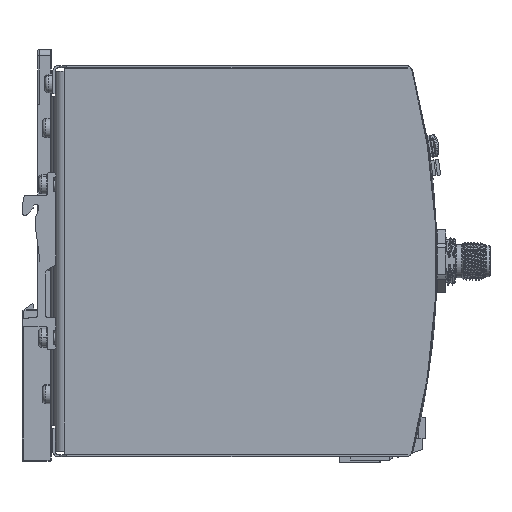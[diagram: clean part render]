
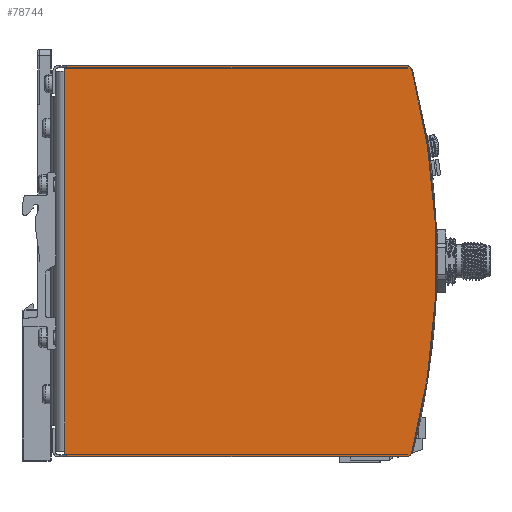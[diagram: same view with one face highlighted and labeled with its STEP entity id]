
A CAD part, front view. The second image highlights one B-rep face of the part: STEP entity #78744.
In plain terms, the highlighted planar face has unit normal (0, -1, 0).
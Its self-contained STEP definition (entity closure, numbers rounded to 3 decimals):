
#3086=DIRECTION('',(0.,0.,1.));
#3087=VECTOR('',#3086,1.);
#3088=CARTESIAN_POINT('',(3.,-82.5,-61.15));
#3089=LINE('',#3088,#3087);
#3425=DIRECTION('',(0.,0.,1.));
#3426=VECTOR('',#3425,120.3);
#3427=CARTESIAN_POINT('',(3.,-82.5,-60.15));
#3428=LINE('',#3427,#3426);
#4535=DIRECTION('',(0.,0.,1.));
#4536=VECTOR('',#4535,0.75);
#4537=CARTESIAN_POINT('',(3.65,-82.5,61.25));
#4538=LINE('',#4537,#4536);
#4539=DIRECTION('',(1.,0.,0.));
#4540=VECTOR('',#4539,108.695);
#4541=CARTESIAN_POINT('',(3.,-82.5,-61.15));
#4542=LINE('',#4541,#4540);
#4543=CARTESIAN_POINT('',(111.281,-82.5,61.25));
#4544=CARTESIAN_POINT('',(111.302,-82.5,61.25));
#4545=CARTESIAN_POINT('',(111.342,-82.5,61.249));
#4546=CARTESIAN_POINT('',(111.404,-82.5,61.243));
#4547=CARTESIAN_POINT('',(111.464,-82.5,61.234));
#4548=CARTESIAN_POINT('',(111.524,-82.5,61.221));
#4549=CARTESIAN_POINT('',(111.583,-82.5,61.203));
#4550=CARTESIAN_POINT('',(111.644,-82.5,61.186));
#4551=CARTESIAN_POINT('',(111.674,-82.5,61.163));
#4552=CARTESIAN_POINT('',(111.697,-82.5,61.152));
#4554=DIRECTION('',(1.,0.,0.));
#4555=VECTOR('',#4554,107.631);
#4556=CARTESIAN_POINT('',(3.65,-82.5,61.25));
#4557=LINE('',#4556,#4555);
#4558=DIRECTION('',(-1.,0.,0.));
#4559=VECTOR('',#4558,107.631);
#4560=CARTESIAN_POINT('',(111.281,-82.5,62.));
#4561=LINE('',#4560,#4559);
#4562=CARTESIAN_POINT('',(111.281,-82.5,60.25));
#4563=DIRECTION('',(0.,-1.,0.));
#4564=DIRECTION('',(0.968,0.,0.252));
#4565=AXIS2_PLACEMENT_3D('',#4562,#4563,#4564);
#4567=CARTESIAN_POINT('',(-120.,-82.5,0.));
#4568=DIRECTION('',(0.,-1.,0.));
#4569=DIRECTION('',(0.968,0.,-0.252));
#4570=AXIS2_PLACEMENT_3D('',#4567,#4568,#4569);
#4572=CARTESIAN_POINT('',(111.281,-82.5,-60.25));
#4573=DIRECTION('',(0.,-1.,0.));
#4574=DIRECTION('',(0.,0.,-1.));
#4575=AXIS2_PLACEMENT_3D('',#4572,#4573,#4574);
#4577=DIRECTION('',(1.,0.,0.));
#4578=VECTOR('',#4577,107.631);
#4579=CARTESIAN_POINT('',(3.65,-82.5,-62.));
#4580=LINE('',#4579,#4578);
#4581=DIRECTION('',(-1.,0.,0.));
#4582=VECTOR('',#4581,107.631);
#4583=CARTESIAN_POINT('',(111.281,-82.5,-61.25));
#4584=LINE('',#4583,#4582);
#4585=CARTESIAN_POINT('',(111.281,-82.5,-60.25));
#4586=DIRECTION('',(0.,1.,0.));
#4587=DIRECTION('',(0.418,0.,-0.908));
#4588=AXIS2_PLACEMENT_3D('',#4585,#4586,#4587);
#4598=DIRECTION('',(0.,0.,1.));
#4599=VECTOR('',#4598,1.);
#4600=CARTESIAN_POINT('',(3.,-82.5,60.15));
#4601=LINE('',#4600,#4599);
#4606=DIRECTION('',(1.,0.,0.));
#4607=VECTOR('',#4606,108.697);
#4608=CARTESIAN_POINT('',(3.,-82.5,61.15));
#4609=LINE('',#4608,#4607);
#4643=DIRECTION('',(0.,0.,1.));
#4644=VECTOR('',#4643,0.75);
#4645=CARTESIAN_POINT('',(3.65,-82.5,-62.));
#4646=LINE('',#4645,#4644);
#49347=CARTESIAN_POINT('',(3.,-82.5,-60.15));
#49348=VERTEX_POINT('',#49347);
#49351=CARTESIAN_POINT('',(3.,-82.5,-61.15));
#49352=VERTEX_POINT('',#49351);
#49357=CARTESIAN_POINT('',(3.,-82.5,60.15));
#49358=VERTEX_POINT('',#49357);
#49359=CARTESIAN_POINT('',(3.,-82.5,61.15));
#49360=VERTEX_POINT('',#49359);
#49371=CARTESIAN_POINT('',(111.697,-82.5,61.152));
#49372=VERTEX_POINT('',#49371);
#49377=CARTESIAN_POINT('',(111.695,-82.5,-61.152));
#49379=VERTEX_POINT('',#49377);
#50931=CARTESIAN_POINT('',(111.281,-82.5,-61.25));
#50932=VERTEX_POINT('',#50931);
#50935=CARTESIAN_POINT('',(111.281,-82.5,-62.));
#50936=VERTEX_POINT('',#50935);
#50937=CARTESIAN_POINT('',(3.65,-82.5,-62.));
#50938=VERTEX_POINT('',#50937);
#52971=CARTESIAN_POINT('',(112.975,-82.5,-60.691));
#52972=VERTEX_POINT('',#52971);
#52989=CARTESIAN_POINT('',(112.975,-82.5,60.691));
#52990=VERTEX_POINT('',#52989);
#53215=CARTESIAN_POINT('',(111.281,-82.5,61.25));
#53216=VERTEX_POINT('',#53215);
#53217=CARTESIAN_POINT('',(3.65,-82.5,61.25));
#53218=VERTEX_POINT('',#53217);
#55725=CARTESIAN_POINT('',(3.65,-82.5,62.));
#55726=VERTEX_POINT('',#55725);
#55727=CARTESIAN_POINT('',(111.281,-82.5,62.));
#55728=VERTEX_POINT('',#55727);
#58273=CARTESIAN_POINT('',(3.65,-82.5,-61.25));
#58274=VERTEX_POINT('',#58273);
#78717=CARTESIAN_POINT('',(130.,-82.5,-61.15));
#78718=DIRECTION('',(0.,-1.,0.));
#78719=DIRECTION('',(0.,0.,-1.));
#78720=AXIS2_PLACEMENT_3D('',#78717,#78718,#78719);
#78721=PLANE('',#78720);
#78722=ORIENTED_EDGE('',*,*,#67690,.F.);
#78723=ORIENTED_EDGE('',*,*,#67712,.T.);
#78724=ORIENTED_EDGE('',*,*,#67982,.T.);
#78726=ORIENTED_EDGE('',*,*,#78725,.T.);
#78728=ORIENTED_EDGE('',*,*,#78727,.T.);
#78729=ORIENTED_EDGE('',*,*,#65282,.F.);
#78730=ORIENTED_EDGE('',*,*,#75397,.F.);
#78731=ORIENTED_EDGE('',*,*,#78705,.T.);
#78732=ORIENTED_EDGE('',*,*,#72107,.F.);
#78734=ORIENTED_EDGE('',*,*,#78733,.F.);
#78735=ORIENTED_EDGE('',*,*,#67575,.F.);
#78736=ORIENTED_EDGE('',*,*,#67599,.F.);
#78737=ORIENTED_EDGE('',*,*,#68273,.F.);
#78739=ORIENTED_EDGE('',*,*,#78738,.T.);
#78740=ORIENTED_EDGE('',*,*,#62296,.F.);
#78741=ORIENTED_EDGE('',*,*,#67647,.F.);
#78742=EDGE_LOOP('',(#78722,#78723,#78724,#78726,#78728,#78729,#78730,#78731,
#78732,#78734,#78735,#78736,#78737,#78739,#78740,#78741));
#78743=FACE_OUTER_BOUND('',#78742,.F.);
#78744=ADVANCED_FACE('',(#78743),#78721,.T.);
#4553=B_SPLINE_CURVE_WITH_KNOTS('',3,(#4543,#4544,#4545,#4546,#4547,#4548,#4549,
#4550,#4551,#4552),.UNSPECIFIED.,.F.,.F.,(4,1,1,1,1,1,1,4),(0.,
0.143,0.286,0.429,0.571,
0.714,0.857,1.),.UNSPECIFIED.);
#4566=CIRCLE('',#4565,1.75);
#4571=CIRCLE('',#4570,240.75);
#4576=CIRCLE('',#4575,1.75);
#4589=CIRCLE('',#4588,1.);
#62296=EDGE_CURVE('',#50932,#58274,#4584,.T.);
#65282=EDGE_CURVE('',#53216,#49372,#4553,.T.);
#67575=EDGE_CURVE('',#52972,#52990,#4571,.T.);
#67599=EDGE_CURVE('',#50936,#52972,#4576,.T.);
#67647=EDGE_CURVE('',#49379,#50932,#4589,.T.);
#67690=EDGE_CURVE('',#49352,#49379,#4542,.T.);
#67712=EDGE_CURVE('',#49352,#49348,#3089,.T.);
#67982=EDGE_CURVE('',#49348,#49358,#3428,.T.);
#68273=EDGE_CURVE('',#50938,#50936,#4580,.T.);
#72107=EDGE_CURVE('',#55728,#55726,#4561,.T.);
#75397=EDGE_CURVE('',#53218,#53216,#4557,.T.);
#78705=EDGE_CURVE('',#53218,#55726,#4538,.T.);
#78725=EDGE_CURVE('',#49358,#49360,#4601,.T.);
#78727=EDGE_CURVE('',#49360,#49372,#4609,.T.);
#78733=EDGE_CURVE('',#52990,#55728,#4566,.T.);
#78738=EDGE_CURVE('',#50938,#58274,#4646,.T.);
